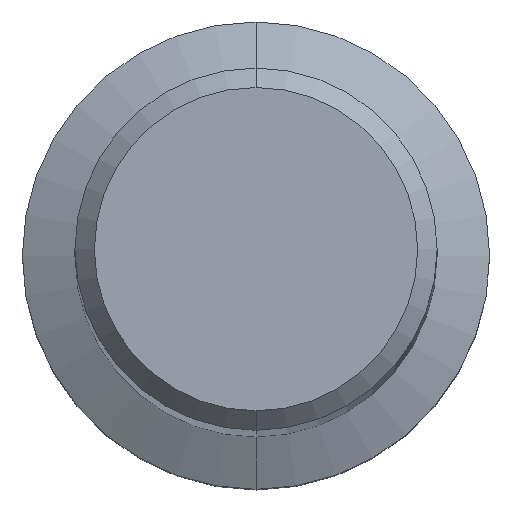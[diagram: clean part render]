
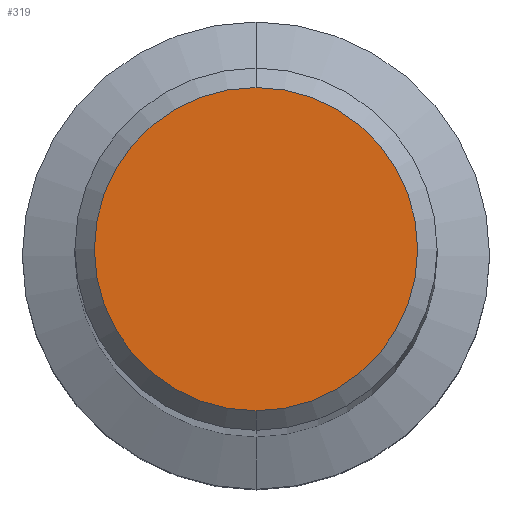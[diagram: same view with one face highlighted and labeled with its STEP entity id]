
A CAD part, top view. The second image highlights one B-rep face of the part: STEP entity #319.
In plain terms, the highlighted planar face has unit normal (0, 0, 1).
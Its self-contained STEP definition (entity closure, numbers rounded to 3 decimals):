
#319=ADVANCED_FACE('',(#693),#694,.T.);
#329=VERTEX_POINT('',#705);
#391=EDGE_CURVE('',#423,#329,#772,.T.);
#423=VERTEX_POINT('',#806);
#491=EDGE_CURVE('',#329,#423,#881,.T.);
#693=FACE_OUTER_BOUND('',#1134,.T.);
#694=PLANE('',#1135);
#705=CARTESIAN_POINT('',(0.0,4.15,0.0));
#772=CIRCLE('',#1293,4.15);
#806=CARTESIAN_POINT('',(0.,-4.15,0.0));
#881=CIRCLE('',#1571,4.15);
#1134=EDGE_LOOP('',(#1863,#1864));
#1135=AXIS2_PLACEMENT_3D('',#1865,#1866,#1867);
#1293=AXIS2_PLACEMENT_3D('',#1945,#1946,#1947);
#1571=AXIS2_PLACEMENT_3D('',#2050,#2051,#2052);
#1863=ORIENTED_EDGE('',*,*,#491,.F.);
#1864=ORIENTED_EDGE('',*,*,#391,.F.);
#1865=CARTESIAN_POINT('',(0.0,2.075,0.0));
#1866=DIRECTION('',(-0.0,0.0,1.0));
#1867=DIRECTION('',(0.0,-1.0,0.0));
#1945=CARTESIAN_POINT('',(0.0,0.0,0.0));
#1946=DIRECTION('',(0.0,0.0,-1.0));
#1947=DIRECTION('',(0.0,1.0,0.0));
#2050=CARTESIAN_POINT('',(0.0,0.0,0.0));
#2051=DIRECTION('',(0.0,0.0,-1.0));
#2052=DIRECTION('',(0.0,1.0,0.0));
